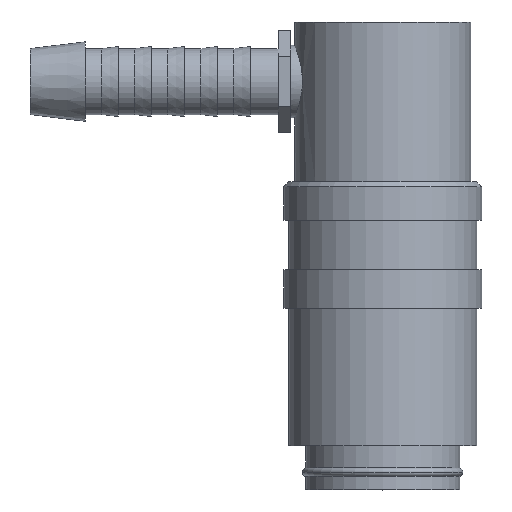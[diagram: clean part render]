
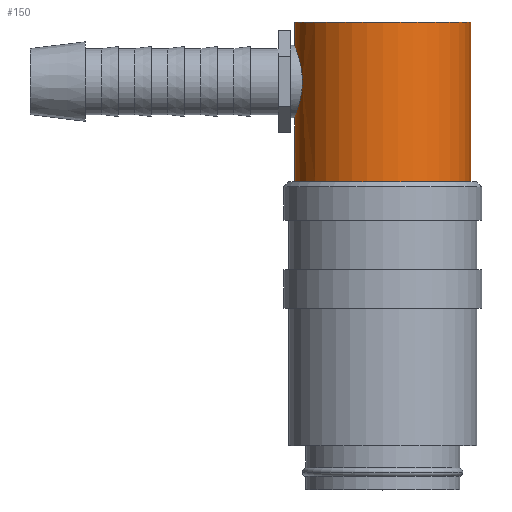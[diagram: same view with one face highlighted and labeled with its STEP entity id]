
A CAD part, top view. The second image highlights one B-rep face of the part: STEP entity #150.
In plain terms, the highlighted cylindrical face has radius 8 mm (diameter 16 mm), a partial arc.
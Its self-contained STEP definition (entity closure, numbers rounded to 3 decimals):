
#150=ADVANCED_FACE('',(#352),#353,.T.);
#352=FACE_OUTER_BOUND('',#609,.T.);
#353=CYLINDRICAL_SURFACE('',#610,8.0);
#609=EDGE_LOOP('',(#982,#983,#984,#985,#986,#987));
#610=AXIS2_PLACEMENT_3D('',#988,#989,#990);
#982=ORIENTED_EDGE('',*,*,#1461,.T.);
#983=ORIENTED_EDGE('',*,*,#1530,.F.);
#984=ORIENTED_EDGE('',*,*,#1466,.T.);
#985=ORIENTED_EDGE('',*,*,#1531,.F.);
#986=ORIENTED_EDGE('',*,*,#1463,.T.);
#987=ORIENTED_EDGE('',*,*,#1532,.F.);
#988=CARTESIAN_POINT('',(0.0,34.163,0.0));
#989=DIRECTION('',(-0.0,1.0,0.0));
#990=DIRECTION('',(1.0,0.0,0.0));
#1461=EDGE_CURVE('',#1731,#1732,#1733,.T.);
#1463=EDGE_CURVE('',#1736,#1734,#1737,.T.);
#1466=EDGE_CURVE('',#1742,#1740,#1743,.T.);
#1530=EDGE_CURVE('',#1742,#1732,#1839,.T.);
#1531=EDGE_CURVE('',#1736,#1740,#1840,.T.);
#1532=EDGE_CURVE('',#1731,#1734,#1841,.T.);
#1731=VERTEX_POINT('',#2088);
#1732=VERTEX_POINT('',#2089);
#1733=LINE('',#2090,#2091);
#1734=VERTEX_POINT('',#2092);
#1736=VERTEX_POINT('',#2094);
#1737=LINE('',#2095,#2096);
#1740=VERTEX_POINT('',#2116);
#1742=VERTEX_POINT('',#2135);
#1743=LINE('',#2136,#2137);
#1839=CIRCLE('',#2254,8.0);
#1840=B_SPLINE_CURVE_WITH_KNOTS('',3,(#2255,#2256,#2257,#2258,#2259,#2260,#2261,#2262,#2263,#2264,#2265,#2266,#2267,#2268,#2269,#2270,#2271,#2272,#2273,#2274,#2275,#2276,#2277,#2278,#2279,#2280,#2281,#2282,#2283,#2284,#2285,#2286,#2287,#2288),.UNSPECIFIED.,.F.,.F.,(4,2,2,2,2,2,2,2,2,2,2,2,2,2,2,2,4),(5.038,5.668,6.297,6.927,7.556,8.186,8.816,9.446,10.077,10.707,11.337,11.967,12.597,13.227,13.856,14.485,15.115),.UNSPECIFIED.);
#1841=CIRCLE('',#2289,8.0);
#2088=CARTESIAN_POINT('',(8.0,28.0,0.));
#2089=CARTESIAN_POINT('',(8.0,42.5,0.0));
#2090=CARTESIAN_POINT('',(8.0,34.163,0.));
#2091=VECTOR('',#2620,1.0);
#2092=CARTESIAN_POINT('',(-8.0,28.0,0.));
#2094=CARTESIAN_POINT('',(-8.0,33.8,0.));
#2095=CARTESIAN_POINT('',(-8.0,34.163,0.));
#2096=VECTOR('',#2624,1.0);
#2116=CARTESIAN_POINT('',(-8.0,40.4,0.));
#2135=CARTESIAN_POINT('',(-8.0,42.5,0.));
#2136=CARTESIAN_POINT('',(-8.0,34.163,0.));
#2137=VECTOR('',#2625,1.0);
#2254=AXIS2_PLACEMENT_3D('',#2725,#2726,#2727);
#2255=CARTESIAN_POINT('',(-8.0,33.8,0.));
#2256=CARTESIAN_POINT('',(-8.0,33.8,0.21));
#2257=CARTESIAN_POINT('',(-7.992,33.82,0.426));
#2258=CARTESIAN_POINT('',(-7.957,33.905,0.855));
#2259=CARTESIAN_POINT('',(-7.931,33.969,1.067));
#2260=CARTESIAN_POINT('',(-7.866,34.139,1.473));
#2261=CARTESIAN_POINT('',(-7.827,34.244,1.667));
#2262=CARTESIAN_POINT('',(-7.742,34.485,2.024));
#2263=CARTESIAN_POINT('',(-7.696,34.622,2.188));
#2264=CARTESIAN_POINT('',(-7.608,34.912,2.479));
#2265=CARTESIAN_POINT('',(-7.562,35.076,2.615));
#2266=CARTESIAN_POINT('',(-7.474,35.434,2.857));
#2267=CARTESIAN_POINT('',(-7.432,35.627,2.961));
#2268=CARTESIAN_POINT('',(-7.363,36.033,3.13));
#2269=CARTESIAN_POINT('',(-7.335,36.245,3.195));
#2270=CARTESIAN_POINT('',(-7.297,36.674,3.28));
#2271=CARTESIAN_POINT('',(-7.288,36.89,3.3));
#2272=CARTESIAN_POINT('',(-7.288,37.31,3.3));
#2273=CARTESIAN_POINT('',(-7.297,37.526,3.28));
#2274=CARTESIAN_POINT('',(-7.335,37.955,3.195));
#2275=CARTESIAN_POINT('',(-7.363,38.167,3.13));
#2276=CARTESIAN_POINT('',(-7.432,38.573,2.961));
#2277=CARTESIAN_POINT('',(-7.474,38.766,2.857));
#2278=CARTESIAN_POINT('',(-7.562,39.124,2.615));
#2279=CARTESIAN_POINT('',(-7.608,39.288,2.479));
#2280=CARTESIAN_POINT('',(-7.696,39.578,2.188));
#2281=CARTESIAN_POINT('',(-7.742,39.715,2.024));
#2282=CARTESIAN_POINT('',(-7.827,39.956,1.667));
#2283=CARTESIAN_POINT('',(-7.866,40.061,1.473));
#2284=CARTESIAN_POINT('',(-7.931,40.231,1.067));
#2285=CARTESIAN_POINT('',(-7.957,40.295,0.855));
#2286=CARTESIAN_POINT('',(-7.992,40.38,0.426));
#2287=CARTESIAN_POINT('',(-8.0,40.4,0.21));
#2288=CARTESIAN_POINT('',(-8.0,40.4,0.));
#2289=AXIS2_PLACEMENT_3D('',#2728,#2729,#2730);
#2620=DIRECTION('',(0.0,1.0,0.0));
#2624=DIRECTION('',(-0.0,-1.0,-0.0));
#2625=DIRECTION('',(-0.0,-1.0,-0.0));
#2725=CARTESIAN_POINT('',(0.0,42.5,0.0));
#2726=DIRECTION('',(-0.0,1.0,0.0));
#2727=DIRECTION('',(1.0,0.0,0.0));
#2728=CARTESIAN_POINT('',(0.0,28.0,0.0));
#2729=DIRECTION('',(0.0,-1.0,0.0));
#2730=DIRECTION('',(1.0,0.0,0.0));
